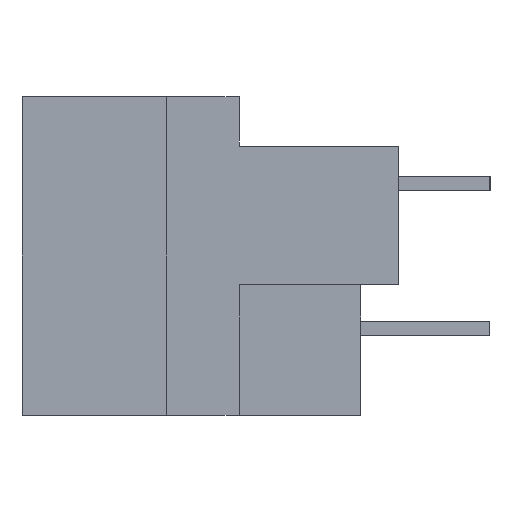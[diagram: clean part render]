
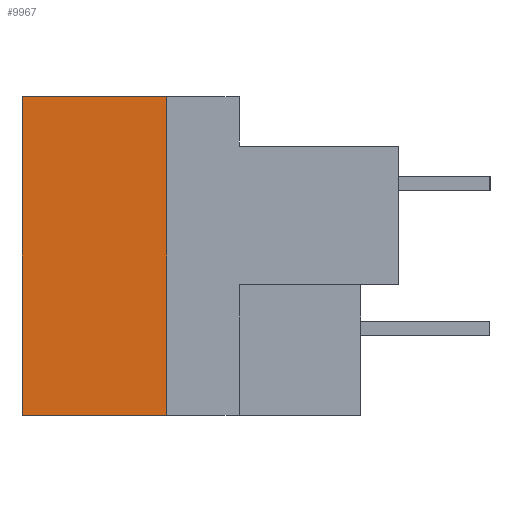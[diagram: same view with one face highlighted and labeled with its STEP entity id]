
A CAD part, left-side view. The second image highlights one B-rep face of the part: STEP entity #9967.
In plain terms, the highlighted planar face has unit normal (-1, 0, 0).
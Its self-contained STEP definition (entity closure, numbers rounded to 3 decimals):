
#753 = EDGE_CURVE('',#754,#756,#758,.T.);
#754 = VERTEX_POINT('',#755);
#755 = CARTESIAN_POINT('',(-43.501,5.178,0.));
#756 = VERTEX_POINT('',#757);
#757 = CARTESIAN_POINT('',(-43.501,-5.822,0.));
#758 = LINE('',#759,#760);
#759 = CARTESIAN_POINT('',(-43.501,2.428,0.));
#760 = VECTOR('',#761,1.);
#761 = DIRECTION('',(0.,-1.,0.));
#9875 = VERTEX_POINT('',#9876);
#9876 = CARTESIAN_POINT('',(-43.501,5.178,-5.));
#9882 = EDGE_CURVE('',#9875,#754,#9883,.T.);
#9883 = LINE('',#9884,#9885);
#9884 = CARTESIAN_POINT('',(-43.501,5.178,0.));
#9885 = VECTOR('',#9886,1.);
#9886 = DIRECTION('',(0.,0.,1.));
#9948 = EDGE_CURVE('',#756,#9949,#9951,.T.);
#9949 = VERTEX_POINT('',#9950);
#9950 = CARTESIAN_POINT('',(-43.501,-5.822,-5.));
#9951 = LINE('',#9952,#9953);
#9952 = CARTESIAN_POINT('',(-43.501,-5.822,0.));
#9953 = VECTOR('',#9954,1.);
#9954 = DIRECTION('',(0.,0.,-1.));
#9967 = ADVANCED_FACE('',(#9968),#9979,.F.);
#9968 = FACE_BOUND('',#9969,.T.);
#9969 = EDGE_LOOP('',(#9970,#9971,#9972,#9978));
#9970 = ORIENTED_EDGE('',*,*,#753,.F.);
#9971 = ORIENTED_EDGE('',*,*,#9882,.F.);
#9972 = ORIENTED_EDGE('',*,*,#9973,.T.);
#9973 = EDGE_CURVE('',#9875,#9949,#9974,.T.);
#9974 = LINE('',#9975,#9976);
#9975 = CARTESIAN_POINT('',(-43.501,-5.822,-5.));
#9976 = VECTOR('',#9977,1.);
#9977 = DIRECTION('',(0.,-1.,0.));
#9978 = ORIENTED_EDGE('',*,*,#9948,.F.);
#9979 = PLANE('',#9980);
#9980 = AXIS2_PLACEMENT_3D('',#9981,#9982,#9983);
#9981 = CARTESIAN_POINT('',(-43.501,5.178,0.));
#9982 = DIRECTION('',(1.,0.,0.));
#9983 = DIRECTION('',(-0.,1.,0.));
